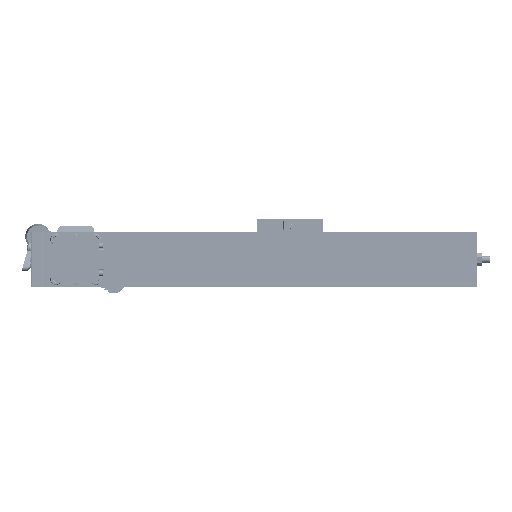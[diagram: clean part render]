
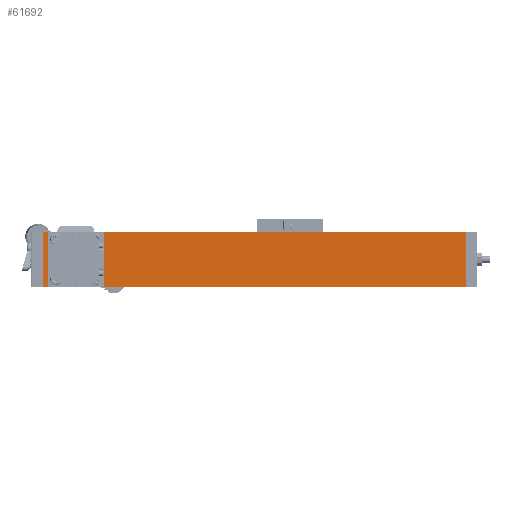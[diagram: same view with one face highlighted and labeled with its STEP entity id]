
A CAD part, left-side view. The second image highlights one B-rep face of the part: STEP entity #61692.
In plain terms, the highlighted planar face has unit normal (-1, 0, 0).
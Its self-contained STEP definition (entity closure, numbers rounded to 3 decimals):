
#787=LINE('',#84119,#5742);
#789=LINE('',#84123,#5744);
#791=LINE('',#84127,#5746);
#793=LINE('',#84131,#5748);
#5742=VECTOR('',#69842,1000.);
#5744=VECTOR('',#69846,1000.);
#5746=VECTOR('',#69850,1000.);
#5748=VECTOR('',#69854,1000.);
#12103=ORIENTED_EDGE('',*,*,#25776,.T.);
#12104=ORIENTED_EDGE('',*,*,#26015,.T.);
#12105=ORIENTED_EDGE('',*,*,#26014,.T.);
#12106=ORIENTED_EDGE('',*,*,#26013,.T.);
#12107=ORIENTED_EDGE('',*,*,#26012,.T.);
#12108=ORIENTED_EDGE('',*,*,#26011,.F.);
#12109=ORIENTED_EDGE('',*,*,#26009,.F.);
#12110=ORIENTED_EDGE('',*,*,#26007,.T.);
#12111=ORIENTED_EDGE('',*,*,#26005,.T.);
#25776=EDGE_CURVE('',#32849,#32849,#37583,.T.);
#26005=EDGE_CURVE('',#33022,#33021,#787,.T.);
#26007=EDGE_CURVE('',#33023,#33022,#789,.T.);
#26009=EDGE_CURVE('',#33023,#33024,#791,.T.);
#26011=EDGE_CURVE('',#33024,#33021,#793,.T.);
#26012=EDGE_CURVE('',#33025,#33025,#37639,.T.);
#26013=EDGE_CURVE('',#33026,#33026,#37640,.T.);
#26014=EDGE_CURVE('',#33027,#33027,#37641,.T.);
#26015=EDGE_CURVE('',#33028,#33028,#37642,.T.);
#32849=VERTEX_POINT('',#83615);
#33021=VERTEX_POINT('',#84118);
#33022=VERTEX_POINT('',#84120);
#33023=VERTEX_POINT('',#84124);
#33024=VERTEX_POINT('',#84128);
#33025=VERTEX_POINT('',#84134);
#33026=VERTEX_POINT('',#84137);
#33027=VERTEX_POINT('',#84140);
#33028=VERTEX_POINT('',#84143);
#37583=CIRCLE('',#64641,2.459);
#37639=CIRCLE('',#64836,15.);
#37640=CIRCLE('',#64838,2.459);
#37641=CIRCLE('',#64840,2.459);
#37642=CIRCLE('',#64842,2.459);
#39282=EDGE_LOOP('',(#12103));
#39283=EDGE_LOOP('',(#12104));
#39284=EDGE_LOOP('',(#12105));
#39285=EDGE_LOOP('',(#12106));
#39286=EDGE_LOOP('',(#12107));
#39287=EDGE_LOOP('',(#12108,#12109,#12110,#12111));
#42977=FACE_BOUND('',#39282,.T.);
#42978=FACE_BOUND('',#39283,.T.);
#42979=FACE_BOUND('',#39284,.T.);
#42980=FACE_BOUND('',#39285,.T.);
#42981=FACE_BOUND('',#39286,.T.);
#42982=FACE_BOUND('',#39287,.T.);
#46573=PLANE('',#64843);
#61692=ADVANCED_FACE('',(#42977,#42978,#42979,#42980,#42981,#42982),#46573,
 .F.);
#64641=AXIS2_PLACEMENT_3D('',#83614,#69319,#69320);
#64836=AXIS2_PLACEMENT_3D('',#84133,#69857,#69858);
#64838=AXIS2_PLACEMENT_3D('',#84136,#69861,#69862);
#64840=AXIS2_PLACEMENT_3D('',#84139,#69865,#69866);
#64842=AXIS2_PLACEMENT_3D('',#84142,#69869,#69870);
#64843=AXIS2_PLACEMENT_3D('',#84144,#69871,#69872);
#69319=DIRECTION('',(1.,0.,0.));
#69320=DIRECTION('',(0.,0.,-1.));
#69842=DIRECTION('',(0.,0.,1.));
#69846=DIRECTION('',(0.,-1.,0.));
#69850=DIRECTION('',(0.,0.,1.));
#69854=DIRECTION('',(0.,-1.,0.));
#69857=DIRECTION('',(1.,0.,0.));
#69858=DIRECTION('',(0.,-1.,0.));
#69861=DIRECTION('',(1.,0.,0.));
#69862=DIRECTION('',(0.,0.,1.));
#69865=DIRECTION('',(1.,0.,0.));
#69866=DIRECTION('',(0.,0.,1.));
#69869=DIRECTION('',(1.,0.,0.));
#69870=DIRECTION('',(0.,0.,-1.));
#69871=DIRECTION('',(1.,0.,0.));
#69872=DIRECTION('',(0.,0.,-1.));
#83614=CARTESIAN_POINT('',(-25.,134.,18.));
#83615=CARTESIAN_POINT('',(-25.,134.,15.542));
#84118=CARTESIAN_POINT('',(-25.,-200.,25.));
#84119=CARTESIAN_POINT('',(-25.,-200.,-25.));
#84120=CARTESIAN_POINT('',(-25.,-200.,-25.));
#84123=CARTESIAN_POINT('',(-25.,102.,-25.));
#84124=CARTESIAN_POINT('',(-25.,182.,-25.));
#84127=CARTESIAN_POINT('',(-25.,182.,-25.));
#84128=CARTESIAN_POINT('',(-25.,182.,25.));
#84131=CARTESIAN_POINT('',(-25.,101.937,25.));
#84133=CARTESIAN_POINT('',(-25.,152.,0.));
#84134=CARTESIAN_POINT('',(-25.,137.,0.));
#84136=CARTESIAN_POINT('',(-25.,170.,-18.));
#84137=CARTESIAN_POINT('',(-25.,170.,-15.542));
#84139=CARTESIAN_POINT('',(-25.,170.,18.));
#84140=CARTESIAN_POINT('',(-25.,170.,20.459));
#84142=CARTESIAN_POINT('',(-25.,134.,-18.));
#84143=CARTESIAN_POINT('',(-25.,134.,-20.459));
#84144=CARTESIAN_POINT('',(-25.,102.,-25.));
